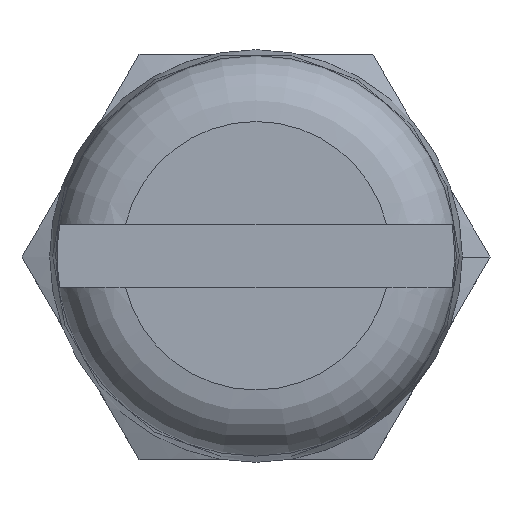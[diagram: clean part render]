
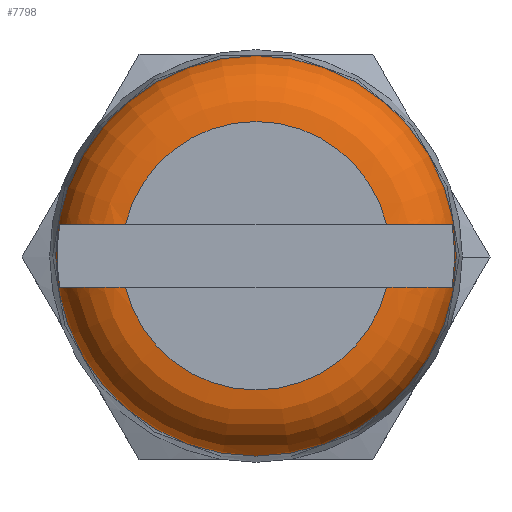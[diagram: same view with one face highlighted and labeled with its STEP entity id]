
A CAD part, top view. The second image highlights one B-rep face of the part: STEP entity #7798.
In plain terms, the highlighted face is a revolution surface.
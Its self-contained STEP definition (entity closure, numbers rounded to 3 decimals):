
#7777 = EDGE_CURVE('',#7778,#7780,#7782,.T.);
#7778 = VERTEX_POINT('',#7779);
#7779 = CARTESIAN_POINT('',(1.77,0.43,8.));
#7780 = VERTEX_POINT('',#7781);
#7781 = CARTESIAN_POINT('',(-1.77,0.43,8.));
#7782 = CIRCLE('',#7783,1.821);
#7783 = AXIS2_PLACEMENT_3D('',#7784,#7785,#7786);
#7784 = CARTESIAN_POINT('',(0.,0.,8.));
#7785 = DIRECTION('',(0.,0.,1.));
#7786 = DIRECTION('',(1.,0.,-0.));
#7798 = ADVANCED_FACE('',(#7799),#7945,.F.);
#7799 = FACE_BOUND('',#7800,.F.);
#7800 = EDGE_LOOP('',(#7801,#7823,#7824,#7846,#7857,#7879,#7888,#7910,
    #7920,#7929,#7936,#7937));
#7801 = ORIENTED_EDGE('',*,*,#7802,.F.);
#7802 = EDGE_CURVE('',#7778,#7803,#7805,.T.);
#7803 = VERTEX_POINT('',#7804);
#7804 = CARTESIAN_POINT('',(2.664,0.43,7.3));
#7805 = B_SPLINE_CURVE_WITH_KNOTS('',6,(#7806,#7807,#7808,#7809,#7810,
    #7811,#7812,#7813,#7814,#7815,#7816,#7817,#7818,#7819,#7820,#7821,
    #7822),.UNSPECIFIED.,.F.,.F.,(7,5,5,7),(0.,0.296,
    0.526,1.),.UNSPECIFIED.);
#7806 = CARTESIAN_POINT('',(1.77,0.43,8.));
#7807 = CARTESIAN_POINT('',(1.831,0.43,8.));
#7808 = CARTESIAN_POINT('',(1.892,0.43,7.995));
#7809 = CARTESIAN_POINT('',(1.952,0.43,7.986));
#7810 = CARTESIAN_POINT('',(2.011,0.43,7.972));
#7811 = CARTESIAN_POINT('',(2.069,0.43,7.953));
#7812 = CARTESIAN_POINT('',(2.169,0.43,7.912));
#7813 = CARTESIAN_POINT('',(2.212,0.43,7.892));
#7814 = CARTESIAN_POINT('',(2.253,0.43,7.869));
#7815 = CARTESIAN_POINT('',(2.293,0.43,7.843));
#7816 = CARTESIAN_POINT('',(2.33,0.43,7.815));
#7817 = CARTESIAN_POINT('',(2.441,0.43,7.723));
#7818 = CARTESIAN_POINT('',(2.507,0.43,7.651));
#7819 = CARTESIAN_POINT('',(2.563,0.43,7.571));
#7820 = CARTESIAN_POINT('',(2.609,0.43,7.485));
#7821 = CARTESIAN_POINT('',(2.643,0.43,7.394));
#7822 = CARTESIAN_POINT('',(2.664,0.43,7.3));
#7823 = ORIENTED_EDGE('',*,*,#7777,.T.);
#7824 = ORIENTED_EDGE('',*,*,#7825,.T.);
#7825 = EDGE_CURVE('',#7780,#7826,#7828,.T.);
#7826 = VERTEX_POINT('',#7827);
#7827 = CARTESIAN_POINT('',(-2.664,0.43,7.3));
#7828 = B_SPLINE_CURVE_WITH_KNOTS('',6,(#7829,#7830,#7831,#7832,#7833,
    #7834,#7835,#7836,#7837,#7838,#7839,#7840,#7841,#7842,#7843,#7844,
    #7845),.UNSPECIFIED.,.F.,.F.,(7,5,5,7),(0.,0.296,
    0.526,1.),.UNSPECIFIED.);
#7829 = CARTESIAN_POINT('',(-1.77,0.43,8.));
#7830 = CARTESIAN_POINT('',(-1.831,0.43,8.));
#7831 = CARTESIAN_POINT('',(-1.892,0.43,7.995));
#7832 = CARTESIAN_POINT('',(-1.952,0.43,7.986));
#7833 = CARTESIAN_POINT('',(-2.011,0.43,7.972));
#7834 = CARTESIAN_POINT('',(-2.069,0.43,7.953));
#7835 = CARTESIAN_POINT('',(-2.169,0.43,7.912));
#7836 = CARTESIAN_POINT('',(-2.212,0.43,7.892));
#7837 = CARTESIAN_POINT('',(-2.253,0.43,7.869));
#7838 = CARTESIAN_POINT('',(-2.293,0.43,7.843));
#7839 = CARTESIAN_POINT('',(-2.33,0.43,7.815));
#7840 = CARTESIAN_POINT('',(-2.441,0.43,7.723));
#7841 = CARTESIAN_POINT('',(-2.507,0.43,7.651));
#7842 = CARTESIAN_POINT('',(-2.563,0.43,7.571));
#7843 = CARTESIAN_POINT('',(-2.609,0.43,7.485));
#7844 = CARTESIAN_POINT('',(-2.643,0.43,7.394));
#7845 = CARTESIAN_POINT('',(-2.664,0.43,7.3));
#7846 = ORIENTED_EDGE('',*,*,#7847,.F.);
#7847 = EDGE_CURVE('',#7848,#7826,#7850,.T.);
#7848 = VERTEX_POINT('',#7849);
#7849 = CARTESIAN_POINT('',(-2.664,-0.43,7.3));
#7850 = B_SPLINE_CURVE_WITH_KNOTS('',5,(#7851,#7852,#7853,#7854,#7855,
    #7856),.UNSPECIFIED.,.F.,.F.,(6,6),(0.,1.),
  .PIECEWISE_BEZIER_KNOTS.);
#7851 = CARTESIAN_POINT('',(-2.664,-0.43,7.3));
#7852 = CARTESIAN_POINT('',(-2.692,-0.259,7.3));
#7853 = CARTESIAN_POINT('',(-2.706,-0.087,7.3));
#7854 = CARTESIAN_POINT('',(-2.706,0.087,7.3));
#7855 = CARTESIAN_POINT('',(-2.692,0.259,7.3));
#7856 = CARTESIAN_POINT('',(-2.664,0.43,7.3));
#7857 = ORIENTED_EDGE('',*,*,#7858,.F.);
#7858 = EDGE_CURVE('',#7859,#7848,#7861,.T.);
#7859 = VERTEX_POINT('',#7860);
#7860 = CARTESIAN_POINT('',(-1.77,-0.43,8.));
#7861 = B_SPLINE_CURVE_WITH_KNOTS('',6,(#7862,#7863,#7864,#7865,#7866,
    #7867,#7868,#7869,#7870,#7871,#7872,#7873,#7874,#7875,#7876,#7877,
    #7878),.UNSPECIFIED.,.F.,.F.,(7,5,5,7),(0.,0.296,
    0.526,1.),.UNSPECIFIED.);
#7862 = CARTESIAN_POINT('',(-1.77,-0.43,8.));
#7863 = CARTESIAN_POINT('',(-1.831,-0.43,8.));
#7864 = CARTESIAN_POINT('',(-1.892,-0.43,7.995));
#7865 = CARTESIAN_POINT('',(-1.952,-0.43,7.986));
#7866 = CARTESIAN_POINT('',(-2.011,-0.43,7.972));
#7867 = CARTESIAN_POINT('',(-2.069,-0.43,7.953));
#7868 = CARTESIAN_POINT('',(-2.169,-0.43,7.912));
#7869 = CARTESIAN_POINT('',(-2.212,-0.43,7.892));
#7870 = CARTESIAN_POINT('',(-2.253,-0.43,7.869));
#7871 = CARTESIAN_POINT('',(-2.293,-0.43,7.843));
#7872 = CARTESIAN_POINT('',(-2.33,-0.43,7.815));
#7873 = CARTESIAN_POINT('',(-2.441,-0.43,7.723));
#7874 = CARTESIAN_POINT('',(-2.507,-0.43,7.651));
#7875 = CARTESIAN_POINT('',(-2.563,-0.43,7.571));
#7876 = CARTESIAN_POINT('',(-2.609,-0.43,7.485));
#7877 = CARTESIAN_POINT('',(-2.643,-0.43,7.394));
#7878 = CARTESIAN_POINT('',(-2.664,-0.43,7.3));
#7879 = ORIENTED_EDGE('',*,*,#7880,.T.);
#7880 = EDGE_CURVE('',#7859,#7881,#7883,.T.);
#7881 = VERTEX_POINT('',#7882);
#7882 = CARTESIAN_POINT('',(1.77,-0.43,8.));
#7883 = CIRCLE('',#7884,1.821);
#7884 = AXIS2_PLACEMENT_3D('',#7885,#7886,#7887);
#7885 = CARTESIAN_POINT('',(0.,0.,8.));
#7886 = DIRECTION('',(0.,0.,1.));
#7887 = DIRECTION('',(1.,0.,-0.));
#7888 = ORIENTED_EDGE('',*,*,#7889,.T.);
#7889 = EDGE_CURVE('',#7881,#7890,#7892,.T.);
#7890 = VERTEX_POINT('',#7891);
#7891 = CARTESIAN_POINT('',(2.664,-0.43,7.3));
#7892 = B_SPLINE_CURVE_WITH_KNOTS('',6,(#7893,#7894,#7895,#7896,#7897,
    #7898,#7899,#7900,#7901,#7902,#7903,#7904,#7905,#7906,#7907,#7908,
    #7909),.UNSPECIFIED.,.F.,.F.,(7,5,5,7),(0.,0.296,
    0.526,1.),.UNSPECIFIED.);
#7893 = CARTESIAN_POINT('',(1.77,-0.43,8.));
#7894 = CARTESIAN_POINT('',(1.831,-0.43,8.));
#7895 = CARTESIAN_POINT('',(1.892,-0.43,7.995));
#7896 = CARTESIAN_POINT('',(1.952,-0.43,7.986));
#7897 = CARTESIAN_POINT('',(2.011,-0.43,7.972));
#7898 = CARTESIAN_POINT('',(2.069,-0.43,7.953));
#7899 = CARTESIAN_POINT('',(2.169,-0.43,7.912));
#7900 = CARTESIAN_POINT('',(2.212,-0.43,7.892));
#7901 = CARTESIAN_POINT('',(2.253,-0.43,7.869));
#7902 = CARTESIAN_POINT('',(2.293,-0.43,7.843));
#7903 = CARTESIAN_POINT('',(2.33,-0.43,7.815));
#7904 = CARTESIAN_POINT('',(2.441,-0.43,7.723));
#7905 = CARTESIAN_POINT('',(2.507,-0.43,7.651));
#7906 = CARTESIAN_POINT('',(2.563,-0.43,7.571));
#7907 = CARTESIAN_POINT('',(2.609,-0.43,7.485));
#7908 = CARTESIAN_POINT('',(2.643,-0.43,7.394));
#7909 = CARTESIAN_POINT('',(2.664,-0.43,7.3));
#7910 = ORIENTED_EDGE('',*,*,#7911,.F.);
#7911 = EDGE_CURVE('',#7912,#7890,#7914,.T.);
#7912 = VERTEX_POINT('',#7913);
#7913 = CARTESIAN_POINT('',(2.699,0.,7.3));
#7914 = B_SPLINE_CURVE_WITH_KNOTS('',4,(#7915,#7916,#7917,#7918,#7919),
  .UNSPECIFIED.,.F.,.F.,(5,5),(0.,1.),.PIECEWISE_BEZIER_KNOTS.);
#7915 = CARTESIAN_POINT('',(2.699,0.,7.3));
#7916 = CARTESIAN_POINT('',(2.699,-0.108,7.3));
#7917 = CARTESIAN_POINT('',(2.693,-0.216,7.3));
#7918 = CARTESIAN_POINT('',(2.681,-0.323,7.3));
#7919 = CARTESIAN_POINT('',(2.664,-0.43,7.3));
#7920 = ORIENTED_EDGE('',*,*,#7921,.T.);
#7921 = EDGE_CURVE('',#7912,#7922,#7924,.T.);
#7922 = VERTEX_POINT('',#7923);
#7923 = CARTESIAN_POINT('',(2.718,0.,7.178));
#7924 = CIRCLE('',#7925,0.9);
#7925 = AXIS2_PLACEMENT_3D('',#7926,#7927,#7928);
#7926 = CARTESIAN_POINT('',(1.821,0.,7.1));
#7927 = DIRECTION('',(-0.,1.,0.));
#7928 = DIRECTION('',(0.,0.,1.));
#7929 = ORIENTED_EDGE('',*,*,#7930,.F.);
#7930 = EDGE_CURVE('',#7922,#7922,#7931,.T.);
#7931 = CIRCLE('',#7932,2.718);
#7932 = AXIS2_PLACEMENT_3D('',#7933,#7934,#7935);
#7933 = CARTESIAN_POINT('',(0.,0.,7.178));
#7934 = DIRECTION('',(0.,0.,1.));
#7935 = DIRECTION('',(1.,0.,-0.));
#7936 = ORIENTED_EDGE('',*,*,#7921,.F.);
#7937 = ORIENTED_EDGE('',*,*,#7938,.F.);
#7938 = EDGE_CURVE('',#7803,#7912,#7939,.T.);
#7939 = B_SPLINE_CURVE_WITH_KNOTS('',4,(#7940,#7941,#7942,#7943,#7944),
  .UNSPECIFIED.,.F.,.F.,(5,5),(0.,1.),.PIECEWISE_BEZIER_KNOTS.);
#7940 = CARTESIAN_POINT('',(2.664,0.43,7.3));
#7941 = CARTESIAN_POINT('',(2.681,0.323,7.3));
#7942 = CARTESIAN_POINT('',(2.693,0.216,7.3));
#7943 = CARTESIAN_POINT('',(2.699,0.108,7.3));
#7944 = CARTESIAN_POINT('',(2.699,0.,7.3));
#7945 = SURFACE_OF_REVOLUTION('',#7946,#7951);
#7946 = CIRCLE('',#7947,0.9);
#7947 = AXIS2_PLACEMENT_3D('',#7948,#7949,#7950);
#7948 = CARTESIAN_POINT('',(1.821,0.,7.1));
#7949 = DIRECTION('',(-0.,1.,0.));
#7950 = DIRECTION('',(0.,0.,1.));
#7951 = AXIS1_PLACEMENT('',#7952,#7953);
#7952 = CARTESIAN_POINT('',(0.,0.,6.2));
#7953 = DIRECTION('',(0.,0.,1.));
